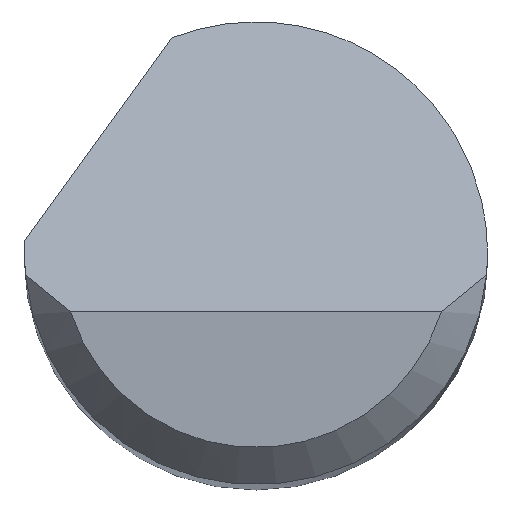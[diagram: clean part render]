
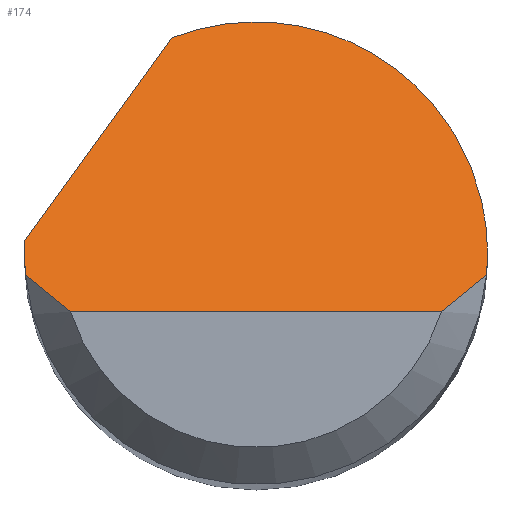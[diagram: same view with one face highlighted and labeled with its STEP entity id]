
A CAD part, top view. The second image highlights one B-rep face of the part: STEP entity #174.
In plain terms, the highlighted planar face has unit normal (0, 0.707, 0.707).
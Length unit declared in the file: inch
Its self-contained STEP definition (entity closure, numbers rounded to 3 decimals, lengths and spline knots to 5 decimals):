
#17 = VERTEX_POINT ( 'NONE', #666 ) ;
#34 = LINE ( 'NONE', #511, #312 ) ;
#35 = EDGE_CURVE ( 'NONE', #870, #796, #480, .T. ) ;
#42 =( BOUNDED_CURVE ( )  B_SPLINE_CURVE ( 3, ( #165, #345, #740, #853 ),
 .UNSPECIFIED., .F., .T. ) 
 B_SPLINE_CURVE_WITH_KNOTS ( ( 4, 4 ),
 ( 4.71239, 4.76575 ),
 .UNSPECIFIED. ) 
 CURVE ( )  GEOMETRIC_REPRESENTATION_ITEM ( )  RATIONAL_B_SPLINE_CURVE ( ( 1., 1., 1., 1. ) ) 
 REPRESENTATION_ITEM ( '' )  );
#56 = CARTESIAN_POINT ( 'NONE',  ( -0.07508, -0.02375, 1.5 ) ) ;
#137 = B_SPLINE_CURVE_WITH_KNOTS ( 'NONE', 3,
 ( #185, #928, #538, #56 ),
 .UNSPECIFIED., .F., .F.,
 ( 4, 4 ),
 ( 0., 0.00071 ),
 .UNSPECIFIED. ) ;
#160 = CARTESIAN_POINT ( 'NONE',  ( 0.09334, -0.00875, 1.485 ) ) ;
#165 = CARTESIAN_POINT ( 'NONE',  ( -0.09375, 0., 1.47625 ) ) ;
#174 = ADVANCED_FACE ( 'NONE', ( #669 ), #190, .F. ) ;
#185 = CARTESIAN_POINT ( 'NONE',  ( -0.09334, -0.00875, 1.485 ) ) ;
#190 = PLANE ( 'NONE',  #986 ) ;
#232 = CARTESIAN_POINT ( 'NONE',  ( 0.09334, -0.00875, 1.485 ) ) ;
#277 = CARTESIAN_POINT ( 'NONE',  ( 0.09375, 0., 1.47625 ) ) ;
#312 = VECTOR ( 'NONE', #826, 39.37008 ) ;
#318 = CARTESIAN_POINT ( 'NONE',  ( 0., -0.02375, 1.5 ) ) ;
#338 = VERTEX_POINT ( 'NONE', #896 ) ;
#343 = CARTESIAN_POINT ( 'NONE',  ( 0.07508, -0.02375, 1.5 ) ) ;
#345 = CARTESIAN_POINT ( 'NONE',  ( -0.09375, 0.00167, 1.47458 ) ) ;
#351 = CARTESIAN_POINT ( 'NONE',  ( -0.09362, 0.005, 1.47125 ) ) ;
#355 = CARTESIAN_POINT ( 'NONE',  ( 0.09375, 0.07266, 1.40359 ) ) ;
#370 = CARTESIAN_POINT ( 'NONE',  ( 0.09375, 0., 1.47625 ) ) ;
#406 = ORIENTED_EDGE ( 'NONE', *, *, #1040, .F. ) ;
#458 = EDGE_LOOP ( 'NONE', ( #497, #894, #474, #676, #686, #406, #877, #1197 ) ) ;
#474 = ORIENTED_EDGE ( 'NONE', *, *, #703, .F. ) ;
#478 =( BOUNDED_CURVE ( )  B_SPLINE_CURVE ( 3, ( #370, #1154, #1250, #750 ),
 .UNSPECIFIED., .F., .F. ) 
 B_SPLINE_CURVE_WITH_KNOTS ( ( 4, 4 ),
 ( 1.5708, 1.66427 ),
 .UNSPECIFIED. ) 
 CURVE ( )  GEOMETRIC_REPRESENTATION_ITEM ( )  RATIONAL_B_SPLINE_CURVE ( ( 1., 0.999, 0.999, 1. ) ) 
 REPRESENTATION_ITEM ( '' )  );
#480 =( BOUNDED_CURVE ( )  B_SPLINE_CURVE ( 3, ( #983, #674, #887, #960 ),
 .UNSPECIFIED., .F., .T. ) 
 B_SPLINE_CURVE_WITH_KNOTS ( ( 4, 4 ),
 ( 4.61892, 4.71239 ),
 .UNSPECIFIED. ) 
 CURVE ( )  GEOMETRIC_REPRESENTATION_ITEM ( )  RATIONAL_B_SPLINE_CURVE ( ( 1., 0.999, 0.999, 1. ) ) 
 REPRESENTATION_ITEM ( '' )  );
#484 = CARTESIAN_POINT ( 'NONE',  ( -0.09375, -0.02375, 1.5 ) ) ;
#497 = ORIENTED_EDGE ( 'NONE', *, *, #1248, .T. ) ;
#511 = CARTESIAN_POINT ( 'NONE',  ( -0.11014, -0.01781, 1.49406 ) ) ;
#538 = CARTESIAN_POINT ( 'NONE',  ( -0.08157, -0.019, 1.49525 ) ) ;
#564 = CARTESIAN_POINT ( 'NONE',  ( -0.03394, 0.08739, 1.38886 ) ) ;
#608 =( BOUNDED_CURVE ( )  B_SPLINE_CURVE ( 3, ( #564, #743, #355, #937 ),
 .UNSPECIFIED., .F., .T. ) 
 B_SPLINE_CURVE_WITH_KNOTS ( ( 4, 4 ),
 ( 5.91277, 7.85398 ),
 .UNSPECIFIED. ) 
 CURVE ( )  GEOMETRIC_REPRESENTATION_ITEM ( )  RATIONAL_B_SPLINE_CURVE ( ( 1., 0.71, 0.71, 1. ) ) 
 REPRESENTATION_ITEM ( '' )  );
#610 = EDGE_CURVE ( 'NONE', #1273, #1116, #1069, .T. ) ;
#653 = DIRECTION ( 'NONE',  ( 0., 0.707, -0.707 ) ) ;
#666 = CARTESIAN_POINT ( 'NONE',  ( -0.07508, -0.02375, 1.5 ) ) ;
#669 = FACE_OUTER_BOUND ( 'NONE', #458, .T. ) ;
#673 = VECTOR ( 'NONE', #1090, 39.37008 ) ;
#674 = CARTESIAN_POINT ( 'NONE',  ( -0.09361, -0.00584, 1.48209 ) ) ;
#676 = ORIENTED_EDGE ( 'NONE', *, *, #734, .F. ) ;
#686 = ORIENTED_EDGE ( 'NONE', *, *, #895, .F. ) ;
#701 = LINE ( 'NONE', #318, #673 ) ;
#703 = EDGE_CURVE ( 'NONE', #1132, #1116, #478, .T. ) ;
#714 = CARTESIAN_POINT ( 'NONE',  ( 0.08761, -0.01397, 1.49022 ) ) ;
#734 = EDGE_CURVE ( 'NONE', #338, #1132, #608, .T. ) ;
#740 = CARTESIAN_POINT ( 'NONE',  ( -0.09371, 0.00333, 1.47292 ) ) ;
#743 = CARTESIAN_POINT ( 'NONE',  ( 0.03379, 0.11369, 1.36256 ) ) ;
#750 = CARTESIAN_POINT ( 'NONE',  ( 0.09334, -0.00875, 1.485 ) ) ;
#796 = VERTEX_POINT ( 'NONE', #1170 ) ;
#826 = DIRECTION ( 'NONE',  ( 0.456, 0.629, -0.629 ) ) ;
#853 = CARTESIAN_POINT ( 'NONE',  ( -0.09362, 0.005, 1.47125 ) ) ;
#870 = VERTEX_POINT ( 'NONE', #1113 ) ;
#877 = ORIENTED_EDGE ( 'NONE', *, *, #35, .F. ) ;
#887 = CARTESIAN_POINT ( 'NONE',  ( -0.09375, -0.00292, 1.47917 ) ) ;
#894 = ORIENTED_EDGE ( 'NONE', *, *, #610, .T. ) ;
#895 = EDGE_CURVE ( 'NONE', #990, #338, #34, .T. ) ;
#896 = CARTESIAN_POINT ( 'NONE',  ( -0.03394, 0.08739, 1.38886 ) ) ;
#928 = CARTESIAN_POINT ( 'NONE',  ( -0.08761, -0.01397, 1.49022 ) ) ;
#937 = CARTESIAN_POINT ( 'NONE',  ( 0.09375, 0., 1.47625 ) ) ;
#960 = CARTESIAN_POINT ( 'NONE',  ( -0.09375, 0., 1.47625 ) ) ;
#970 = DIRECTION ( 'NONE',  ( 0., -0.707, -0.707 ) ) ;
#983 = CARTESIAN_POINT ( 'NONE',  ( -0.09334, -0.00875, 1.485 ) ) ;
#986 = AXIS2_PLACEMENT_3D ( 'NONE', #484, #970, #653 ) ;
#990 = VERTEX_POINT ( 'NONE', #351 ) ;
#1040 = EDGE_CURVE ( 'NONE', #796, #990, #42, .T. ) ;
#1069 = B_SPLINE_CURVE_WITH_KNOTS ( 'NONE', 3,
 ( #343, #1134, #714, #232 ),
 .UNSPECIFIED., .F., .F.,
 ( 4, 4 ),
 ( 0., 0.00071 ),
 .UNSPECIFIED. ) ;
#1090 = DIRECTION ( 'NONE',  ( 1., 0., 0. ) ) ;
#1096 = CARTESIAN_POINT ( 'NONE',  ( 0.07508, -0.02375, 1.5 ) ) ;
#1113 = CARTESIAN_POINT ( 'NONE',  ( -0.09334, -0.00875, 1.485 ) ) ;
#1116 = VERTEX_POINT ( 'NONE', #160 ) ;
#1132 = VERTEX_POINT ( 'NONE', #277 ) ;
#1134 = CARTESIAN_POINT ( 'NONE',  ( 0.08157, -0.019, 1.49525 ) ) ;
#1141 = EDGE_CURVE ( 'NONE', #870, #17, #137, .T. ) ;
#1154 = CARTESIAN_POINT ( 'NONE',  ( 0.09375, -0.00292, 1.47917 ) ) ;
#1170 = CARTESIAN_POINT ( 'NONE',  ( -0.09375, 0., 1.47625 ) ) ;
#1197 = ORIENTED_EDGE ( 'NONE', *, *, #1141, .T. ) ;
#1248 = EDGE_CURVE ( 'NONE', #17, #1273, #701, .T. ) ;
#1250 = CARTESIAN_POINT ( 'NONE',  ( 0.09361, -0.00584, 1.48209 ) ) ;
#1273 = VERTEX_POINT ( 'NONE', #1096 ) ;
